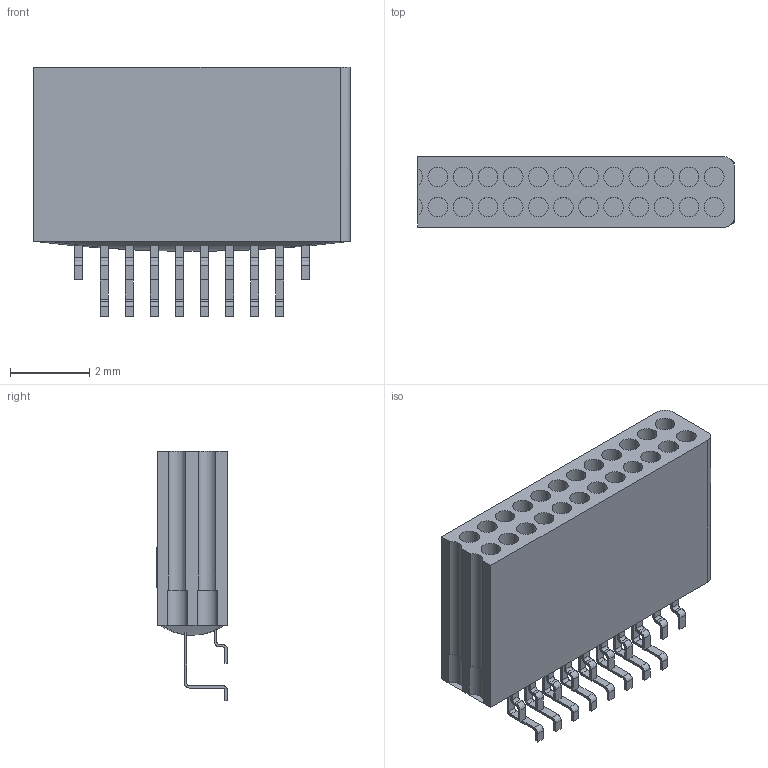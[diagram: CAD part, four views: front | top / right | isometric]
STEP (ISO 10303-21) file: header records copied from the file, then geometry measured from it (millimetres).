
FILE_DESCRIPTION(/* description */ ('STEP AP214'),/* implementation_level */ '2;1');
FILE_NAME(/* name */ 'A79016-001.stp',/* time_stamp */ '2025-04-08T12:11:53-07:00',/* author */ ('keesc'),/* organization */ (''),/* preprocessor_version */ 'ST-DEVELOPER v19.2',/* originating_system */ 'Autodesk Inventor 2024',/* authorisation */ '');
FILE_SCHEMA (('AUTOMOTIVE_DESIGN { 1 0 10303 214 3 1 1 }'));
Length unit declared in the file: inch
Products named in the file (1): A79016-001
Bounding box: 8 x 1.79 x 6.3 mm (x, y, z)
Volume: 42.3 mm3; surface area: 304.9 mm2
Topology: 1 solids, 1 shells, 453 faces, 1129 edges, 745 vertices
Faces by surface type: plane 285, cylinder 130, bspline 38
Full cylindrical faces by diameter (mm): 0.498 x24, 0.571 x24
Entity records: 15772 total; most frequent: CARTESIAN_POINT 4925, ORIENTED_EDGE 2250, DIRECTION 2157, EDGE_CURVE 1125, VERTEX_POINT 745, LINE 739, VECTOR 739, AXIS2_PLACEMENT_3D 709
